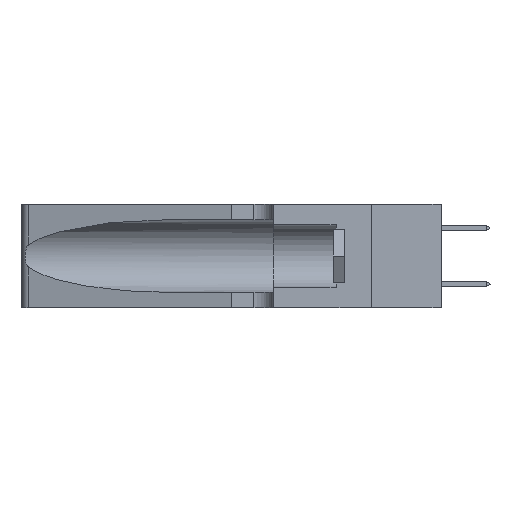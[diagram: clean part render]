
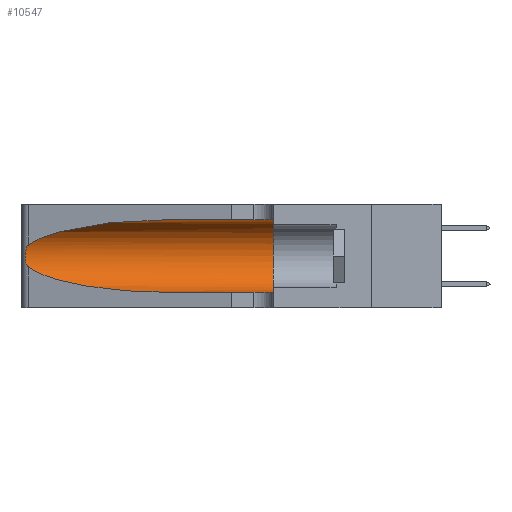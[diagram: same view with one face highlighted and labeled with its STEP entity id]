
A CAD part, left-side view. The second image highlights one B-rep face of the part: STEP entity #10547.
In plain terms, the highlighted cylindrical face has radius 3.308 mm (diameter 6.617 mm), a partial arc.
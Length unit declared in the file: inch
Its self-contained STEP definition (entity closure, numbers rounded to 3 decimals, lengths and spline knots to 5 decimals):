
#140 = CARTESIAN_POINT ( 'NONE',  ( 0.26018, 1.23835, 0.19895 ) ) ;
#1170 = CARTESIAN_POINT ( 'NONE',  ( 0.18966, 0.96281, 0.05475 ) ) ;
#1205 = EDGE_CURVE ( 'NONE', #3881, #20221, #23335, .T. ) ;
#2138 = EDGE_CURVE ( 'NONE', #12791, #3881, #28114, .T. ) ;
#2690 = EDGE_LOOP ( 'NONE', ( #18251, #14699, #12762, #27580, #21769, #23293 ) ) ;
#2767 = CARTESIAN_POINT ( 'NONE',  ( 0.26075, 1.23896, 0.178 ) ) ;
#3881 = VERTEX_POINT ( 'NONE', #23252 ) ;
#4233 = AXIS2_PLACEMENT_3D ( 'NONE', #4904, #22571, #7494 ) ;
#4669 = CARTESIAN_POINT ( 'NONE',  ( 0.1305, 0.72297, 0.31525 ) ) ;
#4904 = CARTESIAN_POINT ( 'NONE',  ( 0.1305, 0.35, 0.185 ) ) ;
#5398 = CARTESIAN_POINT ( 'NONE',  ( 0.25856, 1.23593, 0.16098 ) ) ;
#5407 = EDGE_CURVE ( 'NONE', #30103, #8499, #29616, .T. ) ;
#5547 = CARTESIAN_POINT ( 'NONE',  ( 0.1305, 0.35, 0.31525 ) ) ;
#5726 = CARTESIAN_POINT ( 'NONE',  ( 0.18966, 0.96281, 0.31525 ) ) ;
#5765 = EDGE_CURVE ( 'NONE', #28880, #12791, #10727, .T. ) ;
#7494 = DIRECTION ( 'NONE',  ( 0., 0., 1. ) ) ;
#7985 = CARTESIAN_POINT ( 'NONE',  ( 0.25639, 1.23186, 0.15144 ) ) ;
#8499 = VERTEX_POINT ( 'NONE', #5547 ) ;
#9657 = CARTESIAN_POINT ( 'NONE',  ( 0.1305, 1.61858, 0.185 ) ) ;
#10244 = CARTESIAN_POINT ( 'NONE',  ( 0.25487, 1.22718, 0.22369 ) ) ;
#10547 = ADVANCED_FACE ( 'NONE', ( #31630 ), #11775, .F. ) ;
#10559 = CARTESIAN_POINT ( 'NONE',  ( 0.25487, 1.22718, 0.14631 ) ) ;
#10727 = B_SPLINE_CURVE_WITH_KNOTS ( 'NONE', 3,
 ( #20475, #22930, #12980, #30422, #15508, #140, #18048, #2767, #20577, #5398, #23036, #7985, #25537, #10559 ),
 .UNSPECIFIED., .F., .F.,
 ( 4, 2, 2, 2, 2, 2, 4 ),
 ( 0., 0.00027, 0.00053, 0.00107, 0.0016, 0.00187, 0.00214 ),
 .UNSPECIFIED. ) ;
#10873 = CARTESIAN_POINT ( 'NONE',  ( 0.2373, 1.15595, 0.28018 ) ) ;
#11243 = CARTESIAN_POINT ( 'NONE',  ( 0.1305, 1.61858, 0.31525 ) ) ;
#11578 = CARTESIAN_POINT ( 'NONE',  ( 0.2373, 1.15595, 0.08982 ) ) ;
#11775 = CYLINDRICAL_SURFACE ( 'NONE', #30637, 0.13025 ) ;
#12610 = CARTESIAN_POINT ( 'NONE',  ( 0.1305, 1.61858, 0.05475 ) ) ;
#12762 = ORIENTED_EDGE ( 'NONE', *, *, #2138, .T. ) ;
#12791 = VERTEX_POINT ( 'NONE', #19859 ) ;
#12980 = CARTESIAN_POINT ( 'NONE',  ( 0.25639, 1.23184, 0.21858 ) ) ;
#14069 = CARTESIAN_POINT ( 'NONE',  ( 0.25487, 1.22718, 0.14631 ) ) ;
#14699 = ORIENTED_EDGE ( 'NONE', *, *, #5765, .T. ) ;
#15299 = CIRCLE ( 'NONE', #4233, 0.13025 ) ;
#15508 = CARTESIAN_POINT ( 'NONE',  ( 0.25854, 1.2359, 0.20912 ) ) ;
#16611 = CARTESIAN_POINT ( 'NONE',  ( 0.1305, 0.72297, 0.05475 ) ) ;
#16706 = VECTOR ( 'NONE', #20203, 39.37008 ) ;
#17588 =( BOUNDED_CURVE ( )  B_SPLINE_CURVE ( 3, ( #23352, #5726, #10873, #28316 ),
 .UNSPECIFIED., .F., .T. ) 
 B_SPLINE_CURVE_WITH_KNOTS ( ( 4, 4 ),
 ( 1.5708, 2.84003 ),
 .UNSPECIFIED. ) 
 CURVE ( )  GEOMETRIC_REPRESENTATION_ITEM ( )  RATIONAL_B_SPLINE_CURVE ( ( 1., 0.87, 0.87, 1. ) ) 
 REPRESENTATION_ITEM ( '' )  );
#18048 = CARTESIAN_POINT ( 'NONE',  ( 0.26075, 1.23896, 0.19203 ) ) ;
#18251 = ORIENTED_EDGE ( 'NONE', *, *, #29725, .T. ) ;
#18829 = DIRECTION ( 'NONE',  ( 0., -1., 0. ) ) ;
#19859 = CARTESIAN_POINT ( 'NONE',  ( 0.25487, 1.22718, 0.14631 ) ) ;
#20203 = DIRECTION ( 'NONE',  ( 0., -1., 0. ) ) ;
#20221 = VERTEX_POINT ( 'NONE', #23200 ) ;
#20475 = CARTESIAN_POINT ( 'NONE',  ( 0.25487, 1.22718, 0.22369 ) ) ;
#20577 = CARTESIAN_POINT ( 'NONE',  ( 0.26017, 1.23833, 0.17102 ) ) ;
#21769 = ORIENTED_EDGE ( 'NONE', *, *, #26015, .F. ) ;
#22571 = DIRECTION ( 'NONE',  ( 0., 1., 0. ) ) ;
#22930 = CARTESIAN_POINT ( 'NONE',  ( 0.25555, 1.22994, 0.2215 ) ) ;
#23012 = VECTOR ( 'NONE', #18829, 39.37008 ) ;
#23036 = CARTESIAN_POINT ( 'NONE',  ( 0.25789, 1.23486, 0.15765 ) ) ;
#23200 = CARTESIAN_POINT ( 'NONE',  ( 0.1305, 0.35, 0.05475 ) ) ;
#23252 = CARTESIAN_POINT ( 'NONE',  ( 0.1305, 0.72297, 0.05475 ) ) ;
#23293 = ORIENTED_EDGE ( 'NONE', *, *, #5407, .F. ) ;
#23335 = LINE ( 'NONE', #12610, #16706 ) ;
#23352 = CARTESIAN_POINT ( 'NONE',  ( 0.1305, 0.72297, 0.31525 ) ) ;
#24561 = DIRECTION ( 'NONE',  ( 0., -1., 0. ) ) ;
#25537 = CARTESIAN_POINT ( 'NONE',  ( 0.25555, 1.22993, 0.14849 ) ) ;
#26015 = EDGE_CURVE ( 'NONE', #8499, #20221, #15299, .T. ) ;
#27580 = ORIENTED_EDGE ( 'NONE', *, *, #1205, .T. ) ;
#28114 =( BOUNDED_CURVE ( )  B_SPLINE_CURVE ( 3, ( #14069, #11578, #1170, #16611 ),
 .UNSPECIFIED., .F., .F. ) 
 B_SPLINE_CURVE_WITH_KNOTS ( ( 4, 4 ),
 ( 3.44316, 4.71239 ),
 .UNSPECIFIED. ) 
 CURVE ( )  GEOMETRIC_REPRESENTATION_ITEM ( )  RATIONAL_B_SPLINE_CURVE ( ( 1., 0.87, 0.87, 1. ) ) 
 REPRESENTATION_ITEM ( '' )  );
#28316 = CARTESIAN_POINT ( 'NONE',  ( 0.25487, 1.22718, 0.22369 ) ) ;
#28880 = VERTEX_POINT ( 'NONE', #10244 ) ;
#29616 = LINE ( 'NONE', #11243, #23012 ) ;
#29652 = DIRECTION ( 'NONE',  ( 0., 0., -1. ) ) ;
#29725 = EDGE_CURVE ( 'NONE', #30103, #28880, #17588, .T. ) ;
#30103 = VERTEX_POINT ( 'NONE', #4669 ) ;
#30422 = CARTESIAN_POINT ( 'NONE',  ( 0.25787, 1.23484, 0.2124 ) ) ;
#30637 = AXIS2_PLACEMENT_3D ( 'NONE', #9657, #24561, #29652 ) ;
#31630 = FACE_OUTER_BOUND ( 'NONE', #2690, .T. ) ;
